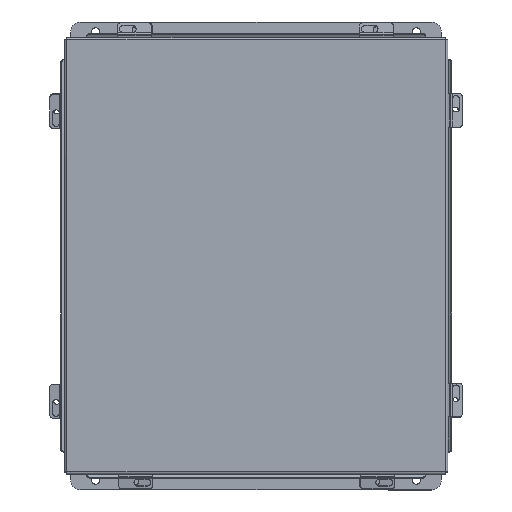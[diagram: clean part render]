
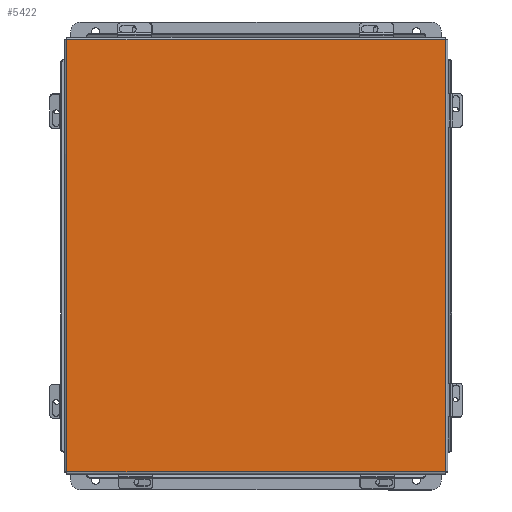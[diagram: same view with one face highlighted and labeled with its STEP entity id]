
A CAD part, top view. The second image highlights one B-rep face of the part: STEP entity #5422.
In plain terms, the highlighted face is planar.
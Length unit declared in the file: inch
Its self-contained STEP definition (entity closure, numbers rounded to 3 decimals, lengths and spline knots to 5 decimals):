
#155 = ORIENTED_EDGE ( 'NONE', *, *, #8496, .T. ) ;
#161 = DIRECTION ( 'NONE',  ( -1., 0., 0. ) ) ;
#306 = CARTESIAN_POINT ( 'NONE',  ( 7.06855, 8.07448, -0.0747 ) ) ;
#752 = CARTESIAN_POINT ( 'NONE',  ( 7.06855, 8.06855, -0.0747 ) ) ;
#1030 = EDGE_CURVE ( 'NONE', #2228, #8440, #9495, .T. ) ;
#1062 = DIRECTION ( 'NONE',  ( 0., -1., 0. ) ) ;
#1321 = DIRECTION ( 'NONE',  ( 1., 0., 0. ) ) ;
#2228 = VERTEX_POINT ( 'NONE', #4930 ) ;
#2458 = CARTESIAN_POINT ( 'NONE',  ( -7.06855, -8.07448, -0.0747 ) ) ;
#2682 = LINE ( 'NONE', #8738, #6091 ) ;
#2918 = LINE ( 'NONE', #8417, #3637 ) ;
#3372 = EDGE_CURVE ( 'NONE', #5537, #2228, #2682, .T. ) ;
#3540 = VECTOR ( 'NONE', #1062, 39.37008 ) ;
#3637 = VECTOR ( 'NONE', #1321, 39.37008 ) ;
#4011 = LINE ( 'NONE', #306, #3540 ) ;
#4930 = CARTESIAN_POINT ( 'NONE',  ( -7.06855, -8.06855, -0.0747 ) ) ;
#5056 = DIRECTION ( 'NONE',  ( 0., 1., 0. ) ) ;
#5376 = CARTESIAN_POINT ( 'NONE',  ( 0., 0., -0.0747 ) ) ;
#5422 = ADVANCED_FACE ( 'NONE', ( #5993 ), #8067, .T. ) ;
#5487 = CARTESIAN_POINT ( 'NONE',  ( -7.06855, 8.06855, -0.0747 ) ) ;
#5537 = VERTEX_POINT ( 'NONE', #9694 ) ;
#5701 = EDGE_LOOP ( 'NONE', ( #8914, #155, #6853, #8326 ) ) ;
#5863 = DIRECTION ( 'NONE',  ( -1., 0., 0. ) ) ;
#5993 = FACE_OUTER_BOUND ( 'NONE', #5701, .T. ) ;
#6091 = VECTOR ( 'NONE', #5863, 39.37008 ) ;
#6195 = EDGE_CURVE ( 'NONE', #8440, #6872, #2918, .T. ) ;
#6853 = ORIENTED_EDGE ( 'NONE', *, *, #3372, .T. ) ;
#6872 = VERTEX_POINT ( 'NONE', #752 ) ;
#8067 = PLANE ( 'NONE',  #9769 ) ;
#8326 = ORIENTED_EDGE ( 'NONE', *, *, #1030, .T. ) ;
#8417 = CARTESIAN_POINT ( 'NONE',  ( -7.07448, 8.06855, -0.0747 ) ) ;
#8440 = VERTEX_POINT ( 'NONE', #5487 ) ;
#8496 = EDGE_CURVE ( 'NONE', #6872, #5537, #4011, .T. ) ;
#8628 = VECTOR ( 'NONE', #5056, 39.37008 ) ;
#8738 = CARTESIAN_POINT ( 'NONE',  ( 7.07448, -8.06855, -0.0747 ) ) ;
#8852 = DIRECTION ( 'NONE',  ( 0., 0., -1. ) ) ;
#8914 = ORIENTED_EDGE ( 'NONE', *, *, #6195, .T. ) ;
#9495 = LINE ( 'NONE', #2458, #8628 ) ;
#9694 = CARTESIAN_POINT ( 'NONE',  ( 7.06855, -8.06855, -0.0747 ) ) ;
#9769 = AXIS2_PLACEMENT_3D ( 'NONE', #5376, #8852, #161 ) ;
